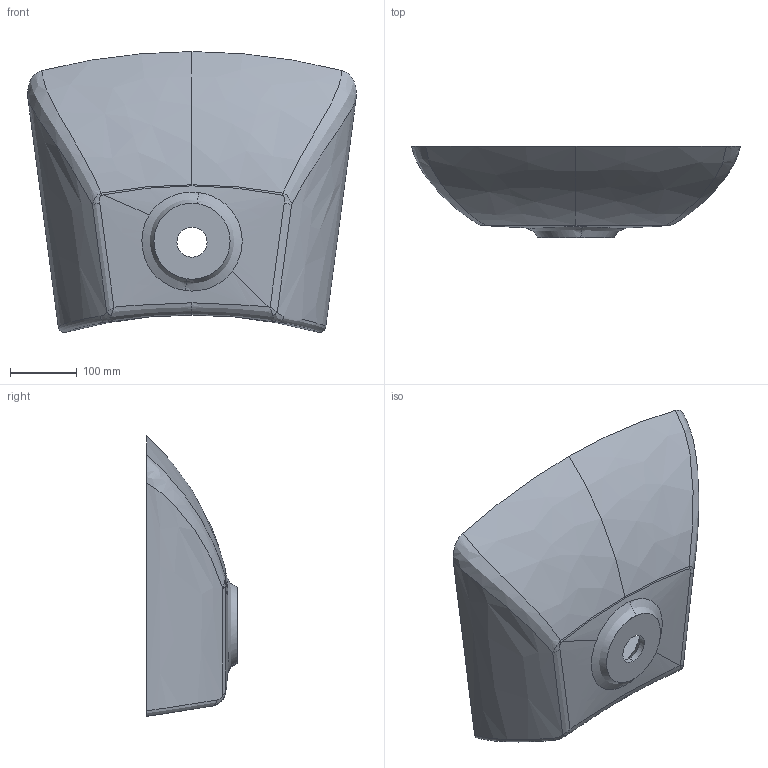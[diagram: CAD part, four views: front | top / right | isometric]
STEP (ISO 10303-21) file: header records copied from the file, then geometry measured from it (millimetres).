
FILE_DESCRIPTION (( 'STEP AP214' ), '1' );
FILE_NAME ('Pico.STEP', '2019-04-11T08:24:18', ( '' ), ( '' ), 'SwSTEP 2.0', 'SolidWorks 2018', '' );
FILE_SCHEMA (( 'AUTOMOTIVE_DESIGN' ));
Length unit declared in the file: millimetre
Products named in the file (2): Pico
Bounding box: 491.63 x 136 x 419.94 mm (x, y, z)
Volume: 2501674.1 mm3; surface area: 533346.7 mm2
Topology: 1 solids, 1 shells, 66 faces, 173 edges, 106 vertices
Faces by surface type: bspline 56, cone 3, plane 3, torus 2, cylinder 2
Entity records: 9825 total; most frequent: CARTESIAN_POINT 8583, ORIENTED_EDGE 338, EDGE_CURVE 169, B_SPLINE_CURVE_WITH_KNOTS 118, DIRECTION 116, VERTEX_POINT 106, EDGE_LOOP 69, FACE_OUTER_BOUND 66
